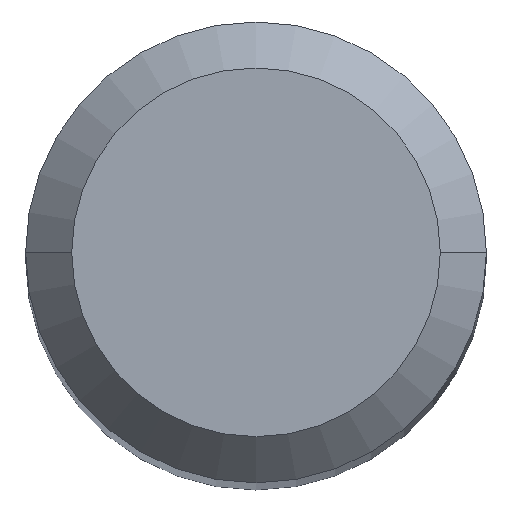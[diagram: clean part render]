
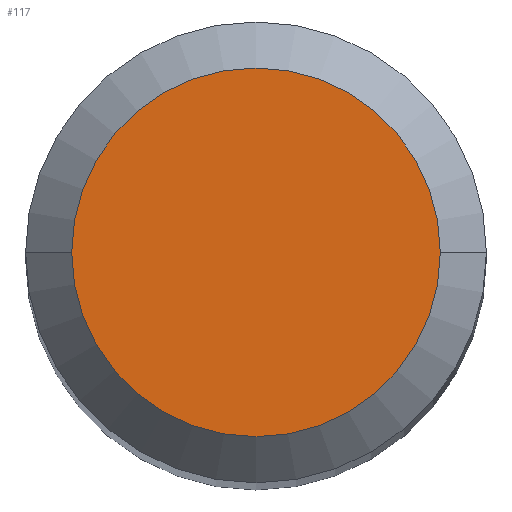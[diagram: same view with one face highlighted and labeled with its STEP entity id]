
A CAD part, top view. The second image highlights one B-rep face of the part: STEP entity #117.
In plain terms, the highlighted planar face has unit normal (0, 0, 1).
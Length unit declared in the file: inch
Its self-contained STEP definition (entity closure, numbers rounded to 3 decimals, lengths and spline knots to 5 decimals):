
#3 = AXIS2_PLACEMENT_3D ( 'NONE', #84, #192, #305 ) ;
#9 = DIRECTION ( 'NONE',  ( 0., 0., 1. ) ) ;
#19 = ORIENTED_EDGE ( 'NONE', *, *, #299, .T. ) ;
#48 = CARTESIAN_POINT ( 'NONE',  ( -0.04724, 0., 0. ) ) ;
#83 = CIRCLE ( 'NONE', #363, 0.04724 ) ;
#84 = CARTESIAN_POINT ( 'NONE',  ( 0., 0., 0. ) ) ;
#96 = EDGE_CURVE ( 'NONE', #390, #205, #362, .T. ) ;
#116 = DIRECTION ( 'NONE',  ( 0., 0., -1. ) ) ;
#117 = ADVANCED_FACE ( 'NONE', ( #355 ), #233, .F. ) ;
#137 = CARTESIAN_POINT ( 'NONE',  ( 0.04724, 0., 0. ) ) ;
#149 = AXIS2_PLACEMENT_3D ( 'NONE', #457, #116, #266 ) ;
#188 = DIRECTION ( 'NONE',  ( 1., 0., 0. ) ) ;
#192 = DIRECTION ( 'NONE',  ( 0., 0., 1. ) ) ;
#205 = VERTEX_POINT ( 'NONE', #137 ) ;
#233 = PLANE ( 'NONE',  #149 ) ;
#255 = ORIENTED_EDGE ( 'NONE', *, *, #96, .T. ) ;
#266 = DIRECTION ( 'NONE',  ( -1., 0., 0. ) ) ;
#299 = EDGE_CURVE ( 'NONE', #205, #390, #83, .T. ) ;
#305 = DIRECTION ( 'NONE',  ( 1., 0., 0. ) ) ;
#344 = CARTESIAN_POINT ( 'NONE',  ( 0., 0., 0. ) ) ;
#355 = FACE_OUTER_BOUND ( 'NONE', #368, .T. ) ;
#362 = CIRCLE ( 'NONE', #3, 0.04724 ) ;
#363 = AXIS2_PLACEMENT_3D ( 'NONE', #344, #9, #188 ) ;
#368 = EDGE_LOOP ( 'NONE', ( #255, #19 ) ) ;
#390 = VERTEX_POINT ( 'NONE', #48 ) ;
#457 = CARTESIAN_POINT ( 'NONE',  ( 0., 0., 0. ) ) ;
